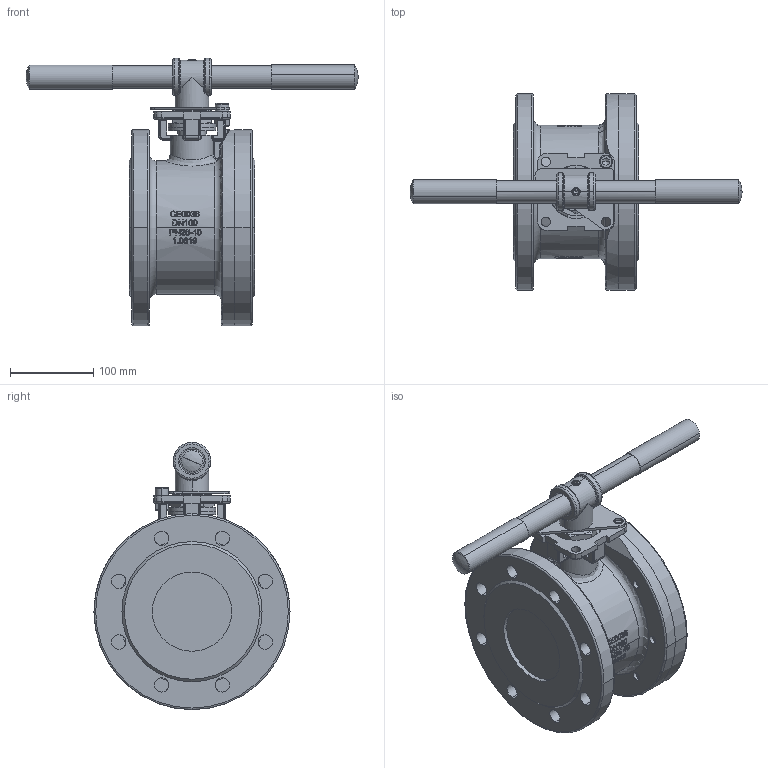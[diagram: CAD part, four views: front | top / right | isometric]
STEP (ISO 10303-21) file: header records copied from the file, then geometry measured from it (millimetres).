
FILE_DESCRIPTION(('STEP AP242'),'1');
FILE_NAME('00v000791001.stp','2024-07-30T11:01:36',('TraceParts'),('TraceParts S.A.'),'Spatial InterOp 3D',' ',' ');
FILE_SCHEMA(('AP242_MANAGED_MODEL_BASED_3D_ENGINEERING_MIM_LF {1 0 10303 442 1 1 4}'));
Length unit declared in the file: millimetre
Products named in the file (1): 00v000791001
Bounding box: 397.92 x 235 x 320.46 mm (x, y, z)
Volume: 4404083.3 mm3; surface area: 383030.9 mm2
Topology: 1 solids, 13 shells, 1197 faces, 3179 edges, 2064 vertices
Faces by surface type: cylinder 385, plane 372, bspline 256, torus 90, cone 82, sphere 12
Entity records: 113961 total; most frequent: CARTESIAN_POINT 76241, ORIENTED_EDGE 6310, DIRECTION 5230, EDGE_CURVE 3155, VERTEX_POINT 2064, AXIS2_PLACEMENT_3D 1996, EDGE_LOOP 1347, LINE 1238
